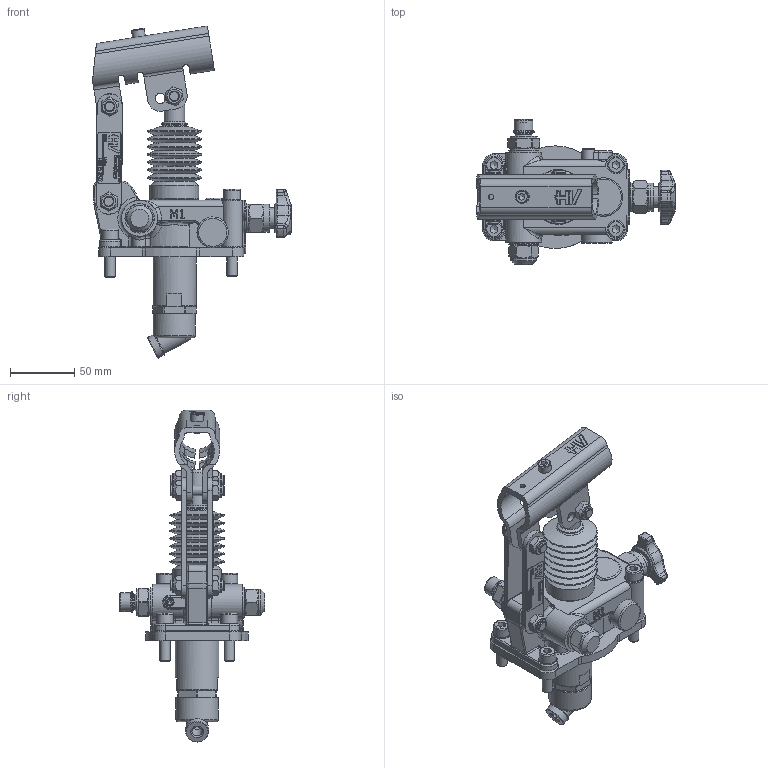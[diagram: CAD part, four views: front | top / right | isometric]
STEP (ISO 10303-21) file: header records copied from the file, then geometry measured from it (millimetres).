
FILE_DESCRIPTION((''),'2;1');
FILE_NAME('6067.0038.00.50_STEP.stp','2020-01-10T10:12:13',('Administrator'),(''),'Autodesk Inventor 2013','Autodesk Inventor 2013','');
FILE_SCHEMA(('CONFIG_CONTROL_DESIGN'));
Length unit declared in the file: millimetre
Products named in the file (1): 6067.0038.00
Bounding box: 154.92 x 113 x 258.56 mm (x, y, z)
Volume: 294608.6 mm3; surface area: 151739.7 mm2
Topology: 2 solids, 20 shells, 1658 faces, 4082 edges, 2554 vertices
Faces by surface type: plane 760, cylinder 373, bspline 195, torus 164, cone 147, sphere 19
Full cylindrical faces by diameter (mm): 4 x2, 5 x3, 6 x2, 8 x26, 8.5 x4, 9 x1, 10 x2, 11.05 x6, 12 x4, 13 x4, 13.5 x1, 14 x4, 14.5 x1, 14.95 x1, 15 x3, 16 x2, 16.5 x1, 16.6 x1, 17 x2, 18 x6, 20 x4, 20.4 x1, 21 x2, 21.8 x2, 22 x2, 23 x6, 24 x1, 28 x2, 29 x1, 30 x2
Entity records: 50870 total; most frequent: CARTESIAN_POINT 12689, ORIENTED_EDGE 7482, DIRECTION 7159, EDGE_CURVE 3741, AXIS2_PLACEMENT_3D 2610, VERTEX_POINT 2477, EDGE_LOOP 2070, VECTOR 1939
